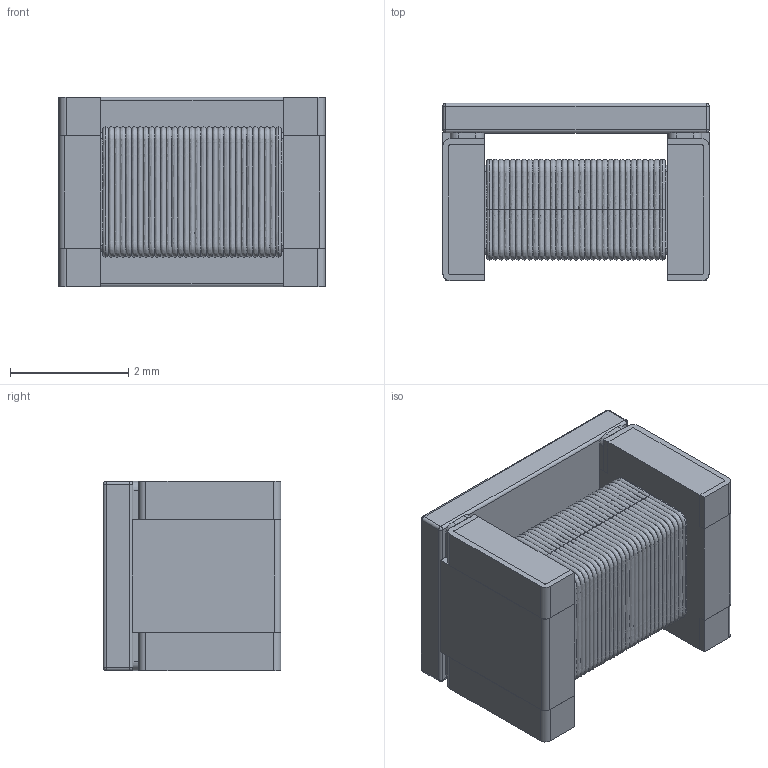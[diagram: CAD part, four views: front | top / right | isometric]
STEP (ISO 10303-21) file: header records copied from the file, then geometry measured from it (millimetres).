
FILE_DESCRIPTION (( 'STEP AP214' ), '1' );
FILE_NAME ('ACT45B-101-2P-TL003.STEP', '2020-07-29T03:56:02', ( '' ), ( '' ), 'SwSTEP 2.0', 'SolidWorks 2017', '' );
FILE_SCHEMA (( 'AUTOMOTIVE_DESIGN' ));
Length unit declared in the file: millimetre
Products named in the file (1): ACT45B-101-2P-TL003
Bounding box: 4.5 x 3 x 3.2 mm (x, y, z)
Volume: 29.3 mm3; surface area: 182.1 mm2
Topology: 11 solids, 11 shells, 346 faces, 770 edges, 438 vertices
Faces by surface type: bspline 186, plane 102, cylinder 50, sphere 8
Entity records: 122396 total; most frequent: CARTESIAN_POINT 116483, ORIENTED_EDGE 1524, DIRECTION 812, EDGE_CURVE 762, VERTEX_POINT 438, EDGE_LOOP 348, ADVANCED_FACE 346, FACE_OUTER_BOUND 346
